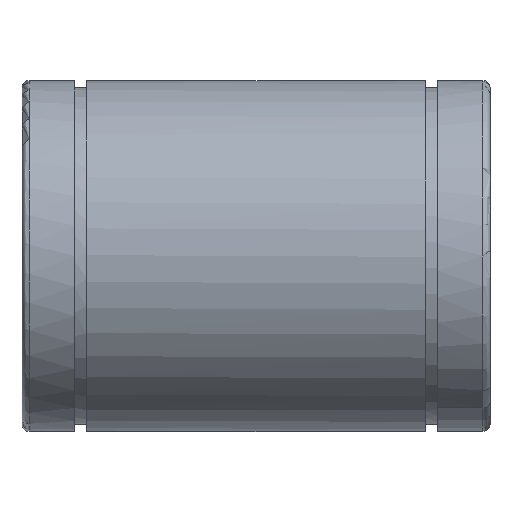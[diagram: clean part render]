
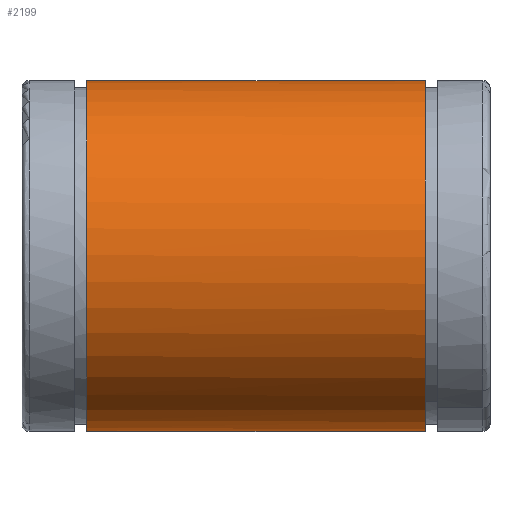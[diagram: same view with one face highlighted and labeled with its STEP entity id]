
A CAD part, front view. The second image highlights one B-rep face of the part: STEP entity #2199.
In plain terms, the highlighted cylindrical face has radius 37.5 mm (diameter 75 mm), a partial arc.
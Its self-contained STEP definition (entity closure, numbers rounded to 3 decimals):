
#2191=AXIS2_PLACEMENT_3D('Cylinder Axis2P3D',#2188,#2189,#2190) ;
#938=CARTESIAN_POINT('Line Origine',(50.,0.,-37.5)) ;
#942=CARTESIAN_POINT('Vertex',(13.85,0.,-37.5)) ;
#944=CARTESIAN_POINT('Vertex',(86.15,0.,-37.5)) ;
#970=CARTESIAN_POINT('Control Point',(13.85,0.,37.5)) ;
#971=CARTESIAN_POINT('Control Point',(13.85,-3.6,37.5)) ;
#972=CARTESIAN_POINT('Control Point',(13.85,-7.2,37.068)) ;
#973=CARTESIAN_POINT('Control Point',(13.85,-10.731,36.204)) ;
#974=CARTESIAN_POINT('Control Point',(13.85,-17.516,33.645)) ;
#975=CARTESIAN_POINT('Control Point',(13.85,-23.504,29.554)) ;
#976=CARTESIAN_POINT('Control Point',(13.85,-26.236,27.157)) ;
#977=CARTESIAN_POINT('Control Point',(13.85,-31.074,21.755)) ;
#978=CARTESIAN_POINT('Control Point',(13.85,-34.495,15.361)) ;
#979=CARTESIAN_POINT('Control Point',(13.85,-35.812,11.973)) ;
#980=CARTESIAN_POINT('Control Point',(13.85,-37.608,4.947)) ;
#981=CARTESIAN_POINT('Control Point',(13.85,-37.69,-2.304)) ;
#982=CARTESIAN_POINT('Control Point',(13.85,-37.294,-5.917)) ;
#983=CARTESIAN_POINT('Control Point',(13.85,-35.643,-12.978)) ;
#984=CARTESIAN_POINT('Control Point',(13.85,-32.367,-19.448)) ;
#985=CARTESIAN_POINT('Control Point',(13.85,-30.347,-22.47)) ;
#986=CARTESIAN_POINT('Control Point',(13.85,-25.622,-27.971)) ;
#987=CARTESIAN_POINT('Control Point',(13.85,-19.729,-32.197)) ;
#988=CARTESIAN_POINT('Control Point',(13.85,-16.541,-33.945)) ;
#989=CARTESIAN_POINT('Control Point',(13.85,-11.341,-36.028)) ;
#990=CARTESIAN_POINT('Control Point',(13.85,-5.875,-37.115)) ;
#991=CARTESIAN_POINT('Control Point',(13.85,-3.924,-37.372)) ;
#992=CARTESIAN_POINT('Control Point',(13.85,-1.962,-37.5)) ;
#993=CARTESIAN_POINT('Control Point',(13.85,0.,-37.5)) ;
#994=CARTESIAN_POINT('Vertex',(13.85,0.,37.5)) ;
#2018=CARTESIAN_POINT('Vertex',(86.15,0.,37.5)) ;
#2022=CARTESIAN_POINT('Control Point',(86.15,0.,-37.5)) ;
#2023=CARTESIAN_POINT('Control Point',(86.15,-3.6,-37.5)) ;
#2024=CARTESIAN_POINT('Control Point',(86.15,-7.2,-37.068)) ;
#2025=CARTESIAN_POINT('Control Point',(86.15,-10.731,-36.204)) ;
#2026=CARTESIAN_POINT('Control Point',(86.15,-17.516,-33.645)) ;
#2027=CARTESIAN_POINT('Control Point',(86.15,-23.504,-29.554)) ;
#2028=CARTESIAN_POINT('Control Point',(86.15,-26.236,-27.157)) ;
#2029=CARTESIAN_POINT('Control Point',(86.15,-31.074,-21.755)) ;
#2030=CARTESIAN_POINT('Control Point',(86.15,-34.495,-15.361)) ;
#2031=CARTESIAN_POINT('Control Point',(86.15,-35.812,-11.973)) ;
#2032=CARTESIAN_POINT('Control Point',(86.15,-37.608,-4.947)) ;
#2033=CARTESIAN_POINT('Control Point',(86.15,-37.69,2.304)) ;
#2034=CARTESIAN_POINT('Control Point',(86.15,-37.294,5.917)) ;
#2035=CARTESIAN_POINT('Control Point',(86.15,-35.643,12.978)) ;
#2036=CARTESIAN_POINT('Control Point',(86.15,-32.367,19.448)) ;
#2037=CARTESIAN_POINT('Control Point',(86.15,-30.347,22.47)) ;
#2038=CARTESIAN_POINT('Control Point',(86.15,-25.622,27.971)) ;
#2039=CARTESIAN_POINT('Control Point',(86.15,-19.729,32.197)) ;
#2040=CARTESIAN_POINT('Control Point',(86.15,-16.541,33.945)) ;
#2041=CARTESIAN_POINT('Control Point',(86.15,-11.341,36.028)) ;
#2042=CARTESIAN_POINT('Control Point',(86.15,-5.875,37.115)) ;
#2043=CARTESIAN_POINT('Control Point',(86.15,-3.924,37.372)) ;
#2044=CARTESIAN_POINT('Control Point',(86.15,-1.962,37.5)) ;
#2045=CARTESIAN_POINT('Control Point',(86.15,0.,37.5)) ;
#2058=CARTESIAN_POINT('Line Origine',(50.,0.,37.5)) ;
#2188=CARTESIAN_POINT('Axis2P3D Location',(50.,0.,0.)) ;
#939=DIRECTION('Vector Direction',(1.,0.,0.)) ;
#2059=DIRECTION('Vector Direction',(1.,0.,0.)) ;
#2189=DIRECTION('Axis2P3D Direction',(1.,0.,0.)) ;
#2190=DIRECTION('Axis2P3D XDirection',(0.,0.,1.)) ;
#940=VECTOR('Line Direction',#939,1.) ;
#2060=VECTOR('Line Direction',#2059,1.) ;
#2194=ORIENTED_EDGE('',*,*,#946,.T.) ;
#2195=ORIENTED_EDGE('',*,*,#2046,.T.) ;
#2196=ORIENTED_EDGE('',*,*,#2062,.T.) ;
#2197=ORIENTED_EDGE('',*,*,#996,.T.) ;
#2199=ADVANCED_FACE('',(#2198),#2192,.T.) ;
#969=B_SPLINE_CURVE_WITH_KNOTS('',5,(#970,#971,#972,#973,#974,#975,#976,#977,#978,#979,#980,#981,#982,#983,#984,#985,#986,#987,#988,#989,#990,#991,#992,#993),.UNSPECIFIED.,.F.,.U.,(6,3,3,3,3,3,3,6),(0.,25.456,50.911,76.367,101.822,127.278,152.734,166.607),.UNSPECIFIED.) ;
#2021=B_SPLINE_CURVE_WITH_KNOTS('',5,(#2022,#2023,#2024,#2025,#2026,#2027,#2028,#2029,#2030,#2031,#2032,#2033,#2034,#2035,#2036,#2037,#2038,#2039,#2040,#2041,#2042,#2043,#2044,#2045),.UNSPECIFIED.,.F.,.U.,(6,3,3,3,3,3,3,6),(0.,25.456,50.911,76.367,101.822,127.278,152.734,166.607),.UNSPECIFIED.) ;
#2192=CYLINDRICAL_SURFACE('generated cylinder',#2191,37.5) ;
#946=EDGE_CURVE('',#943,#945,#941,.T.) ;
#996=EDGE_CURVE('',#995,#943,#969,.T.) ;
#2046=EDGE_CURVE('',#945,#2019,#2021,.T.) ;
#2062=EDGE_CURVE('',#2019,#995,#2061,.F.) ;
#2193=EDGE_LOOP('',(#2194,#2195,#2196,#2197)) ;
#2198=FACE_OUTER_BOUND('',#2193,.T.) ;
#941=LINE('Line',#938,#940) ;
#2061=LINE('Line',#2058,#2060) ;
#943=VERTEX_POINT('',#942) ;
#945=VERTEX_POINT('',#944) ;
#995=VERTEX_POINT('',#994) ;
#2019=VERTEX_POINT('',#2018) ;
